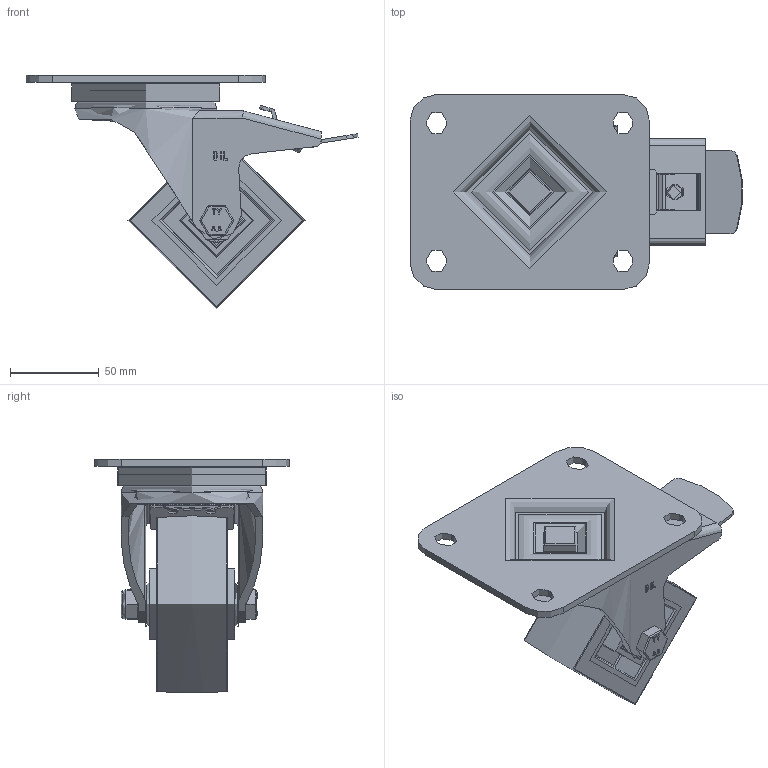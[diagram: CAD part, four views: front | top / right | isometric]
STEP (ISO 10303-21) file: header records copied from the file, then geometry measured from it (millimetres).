
FILE_DESCRIPTION(/* description */ (''),/* implementation_level */ '2;1');
FILE_NAME(/* name */ 'BZPH100NPBJSWB.step',/* time_stamp */ '2025-06-09T12:33:25+01:00',/* author */ (''),/* organization */ (''),/* preprocessor_version */ 'ST-DEVELOPER v20.1',/* originating_system */ 'Autodesk Translation Framework v14.10.0.0',/* authorisation */ '');
FILE_SCHEMA (('AUTOMOTIVE_DESIGN { 1 0 10303 214 3 1 1 }'));
Length unit declared in the file: millimetre
Products named in the file (34): BZPH100NPBJSWB; BZPH100ASSWB - 52 v1; ZINC PLATED, PRESSED STEEL TOP PLATE; ZINC PLATED, PRESSED STEEL FORKS; BRAKE PAD; BRAKE PAD Geometry; BRAKE BOLT; BEARING SEAL; ZINC PLATED, PRESSED STEEL BRAKE PEDAL; BZH100WNPBJM15 v1; POLYURETHANE TYRE; NYLON RIM; BEARING6002; Pattern; BEARING6002 (1); Pattern (1); Component1; METAL; METAL2; MIDDLE; RUBBER; BEARING SPACER; TUBEM15X50 v1; ZINC PLATED AXLE TUBE; WP15X25X2BLK v1; NYLON WASHER; WP15X25X2BLK v1 (1); NYLON WASHER (1); HEXBOLTM10X70Z8.8 v2; GRADE 8.8 THREADED ZINC PLATED BOLT; NYLOCM10Z v1; NYLOC NUT; RUBBER (1); NUT
Assembly tree (56 placements, depth 5):
  BZPH100NPBJSWB
    BZPH100ASSWB - 52 v1
      ZINC PLATED, PRESSED STEEL TOP PLATE
      ZINC PLATED, PRESSED STEEL FORKS
      BRAKE PAD
        BRAKE PAD Geometry
        BRAKE BOLT
      BEARING SEAL
      ZINC PLATED, PRESSED STEEL BRAKE PEDAL
    BZH100WNPBJM15 v1
      POLYURETHANE TYRE
      NYLON RIM
      BEARING6002
        METAL
        METAL2
        Pattern
          Component1  x9
        MIDDLE
        RUBBER  x2
      BEARING6002 (1)
        Pattern (1)
          Component1  x9
        METAL
        METAL2
        MIDDLE
        RUBBER  x2
      BEARING SPACER
    TUBEM15X50 v1
      ZINC PLATED AXLE TUBE
    WP15X25X2BLK v1
      NYLON WASHER
    WP15X25X2BLK v1 (1)
      NYLON WASHER (1)
    HEXBOLTM10X70Z8.8 v2
      GRADE 8.8 THREADED ZINC PLATED BOLT
    NYLOCM10Z v1
      NYLOC NUT
        RUBBER (1)
        NUT
Bounding box: 187.16 x 110 x 131.89 mm (x, y, z)
Volume: 415641.8 mm3; surface area: 184497.2 mm2
Topology: 44 solids, 44 shells, 1401 faces, 3595 edges, 2346 vertices
Faces by surface type: plane 614, bspline 407, cylinder 255, sphere 66, torus 38, cone 21
Full cylindrical faces by diameter (mm): 8 x2, 8.141 x18, 9.85 x19, 10 x3, 10.2 x2, 10.5 x1, 12 x2, 15 x4, 15.75 x2, 16 x2, 19 x3, 20 x4, 20.5 x4, 21 x1, 21.5 x4, 25 x3, 26 x1, 26.8 x4, 28 x4, 28.2 x8, 30 x1, 32 x5, 40 x2, 51 x1, 60 x1, 63 x2, 72 x1, 73 x2, 80 x1, 82.5 x2
Entity records: 34799 total; most frequent: CARTESIAN_POINT 12771, ORIENTED_EDGE 4512, DIRECTION 4190, EDGE_CURVE 2256, AXIS2_PLACEMENT_3D 1546, VERTEX_POINT 1466, LINE 1098, VECTOR 1098
